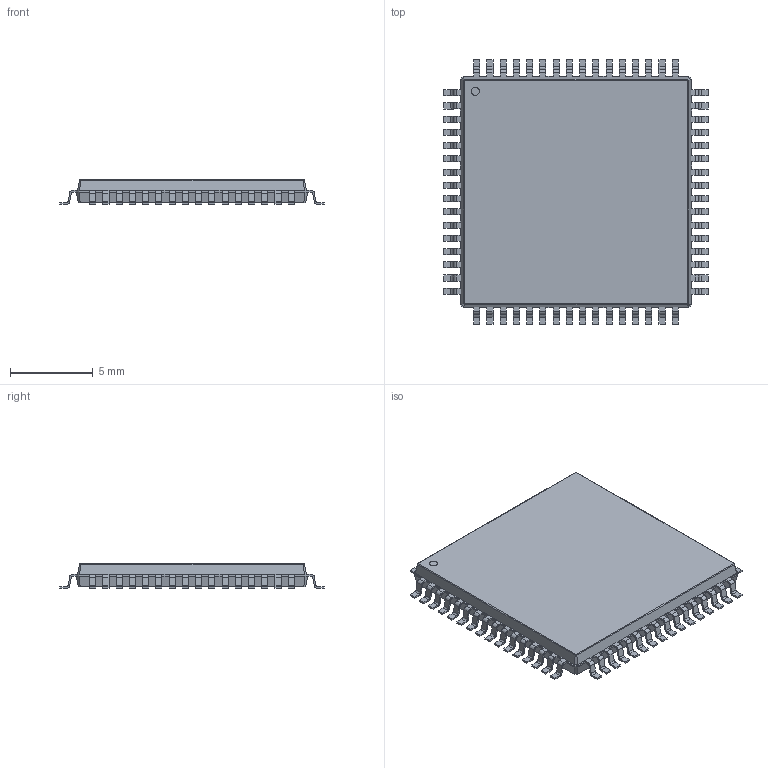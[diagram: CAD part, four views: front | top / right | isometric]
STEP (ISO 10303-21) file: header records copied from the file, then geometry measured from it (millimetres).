
FILE_DESCRIPTION(/* description */ ('model of LQFP-64_14x14mm_P0.8mm'),/* implementation_level */ '2;1');
FILE_NAME(/* name */ 'LQFP-64_14x14mm_P0.8mm.step',/* time_stamp */ '1970-01-01T00:00:00',/* author */ ('KiCAD','kicad'),/* organization */ ('OCCT'),/* preprocessor_version */ '',/* originating_system */ 'KiCAD',/* authorisation */ '');
FILE_SCHEMA(('AUTOMOTIVE_DESIGN { 1 0 10303 214 1 1 1 1 }'));
Length unit declared in the file: millimetre
Products named in the file (1): LQFP-64_14x14mm_P0.8mm
Bounding box: 16 x 16 x 1.5 mm (x, y, z)
Volume: 270.3 mm3; surface area: 547.6 mm2
Topology: 1 solids, 1 shells, 995 faces, 2705 edges, 1713 vertices
Faces by surface type: plane 715, cylinder 256, bspline 24
Entity records: 20097 total; most frequent: ORIENTED_EDGE 4626, EDGE_CURVE 2705, CARTESIAN_POINT 2580, VERTEX_POINT 1713, LINE 1696, AXIS2_PLACEMENT_3D 1246, FACE_BOUND 996, EDGE_LOOP 996
